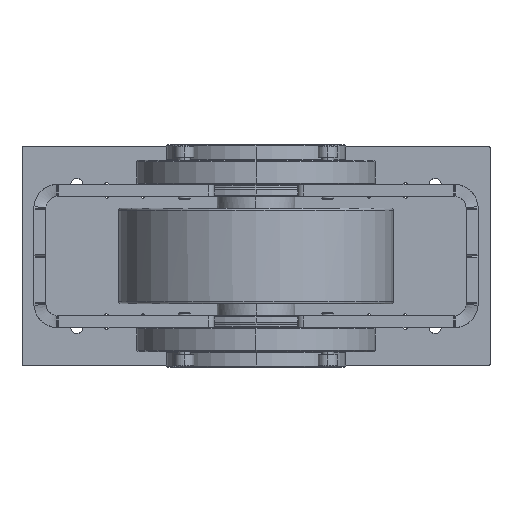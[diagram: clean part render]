
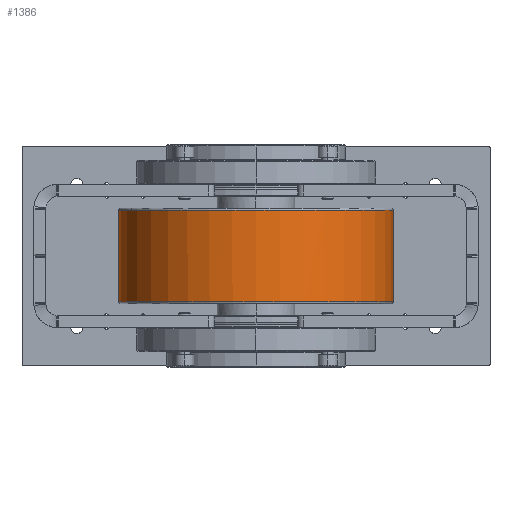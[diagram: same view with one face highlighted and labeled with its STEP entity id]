
A CAD part, front view. The second image highlights one B-rep face of the part: STEP entity #1386.
In plain terms, the highlighted cylindrical face has radius 115 mm (diameter 230 mm), a partial arc.
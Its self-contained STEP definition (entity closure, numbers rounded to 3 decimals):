
#1386=ADVANCED_FACE('',(#3456),#3457,.T.);
#3456=FACE_OUTER_BOUND('',#6550,.T.);
#3457=CYLINDRICAL_SURFACE('',#6551,115.0);
#6550=EDGE_LOOP('',(#11429,#11430,#11431,#11432,#11433,#11434));
#6551=AXIS2_PLACEMENT_3D('',#11435,#11436,#11437);
#11429=ORIENTED_EDGE('',*,*,#18042,.T.);
#11430=ORIENTED_EDGE('',*,*,#16893,.F.);
#11431=ORIENTED_EDGE('',*,*,#18037,.F.);
#11432=ORIENTED_EDGE('',*,*,#18041,.F.);
#11433=ORIENTED_EDGE('',*,*,#18054,.F.);
#11434=ORIENTED_EDGE('',*,*,#16880,.F.);
#11435=CARTESIAN_POINT('',(0.0,-135.0,-44.0));
#11436=DIRECTION('',(-0.0,0.0,-1.0));
#11437=DIRECTION('',(-1.0,0.0,0.0));
#16880=EDGE_CURVE('',#20142,#20138,#20144,.T.);
#16893=EDGE_CURVE('',#20164,#20167,#20168,.T.);
#18037=EDGE_CURVE('',#20158,#20164,#21993,.T.);
#18041=EDGE_CURVE('',#20151,#20158,#21997,.T.);
#18042=EDGE_CURVE('',#20142,#20167,#21998,.T.);
#18054=EDGE_CURVE('',#20138,#20151,#22015,.T.);
#20138=VERTEX_POINT('',#24818);
#20142=VERTEX_POINT('',#24822);
#20144=CIRCLE('',#24824,115.0);
#20151=VERTEX_POINT('',#24831);
#20158=VERTEX_POINT('',#24838);
#20164=VERTEX_POINT('',#24844);
#20167=VERTEX_POINT('',#24847);
#20168=CIRCLE('',#24848,115.0);
#21993=CIRCLE('',#27344,115.0);
#21997=LINE('',#27348,#27349);
#21998=LINE('',#27350,#27351);
#22015=CIRCLE('',#27371,115.0);
#24818=CARTESIAN_POINT('',(114.999,-135.515,38.5));
#24822=CARTESIAN_POINT('',(-115.0,-135.0,38.5));
#24824=AXIS2_PLACEMENT_3D('',#30757,#30758,#30759);
#24831=CARTESIAN_POINT('',(115.0,-135.0,38.5));
#24838=CARTESIAN_POINT('',(115.0,-135.0,-38.5));
#24844=CARTESIAN_POINT('',(-114.998,-135.732,-38.5));
#24847=CARTESIAN_POINT('',(-115.0,-135.0,-38.5));
#24848=AXIS2_PLACEMENT_3D('',#30787,#30788,#30789);
#27344=AXIS2_PLACEMENT_3D('',#32699,#32700,#32701);
#27348=CARTESIAN_POINT('',(115.0,-135.,38.5));
#27349=VECTOR('',#32705,77.0);
#27350=CARTESIAN_POINT('',(-115.0,-135.,38.5));
#27351=VECTOR('',#32706,77.0);
#27371=AXIS2_PLACEMENT_3D('',#32725,#32726,#32727);
#30757=CARTESIAN_POINT('',(0.0,-135.0,38.5));
#30758=DIRECTION('',(0.0,0.0,1.0));
#30759=DIRECTION('',(-1.0,0.0,0.0));
#30787=CARTESIAN_POINT('',(0.0,-135.0,-38.5));
#30788=DIRECTION('',(0.0,0.0,-1.0));
#30789=DIRECTION('',(1.0,0.0,0.0));
#32699=CARTESIAN_POINT('',(0.0,-135.0,-38.5));
#32700=DIRECTION('',(0.0,0.0,-1.0));
#32701=DIRECTION('',(1.0,0.0,0.0));
#32705=DIRECTION('',(0.0,0.,-1.0));
#32706=DIRECTION('',(0.0,0.,-1.0));
#32725=CARTESIAN_POINT('',(0.0,-135.0,38.5));
#32726=DIRECTION('',(0.0,0.0,1.0));
#32727=DIRECTION('',(-1.0,0.0,0.0));
